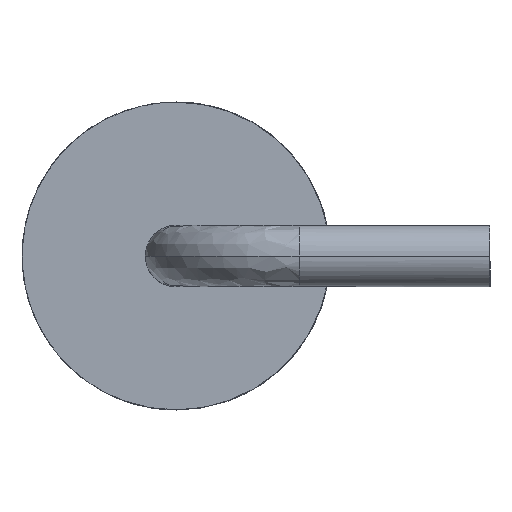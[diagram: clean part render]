
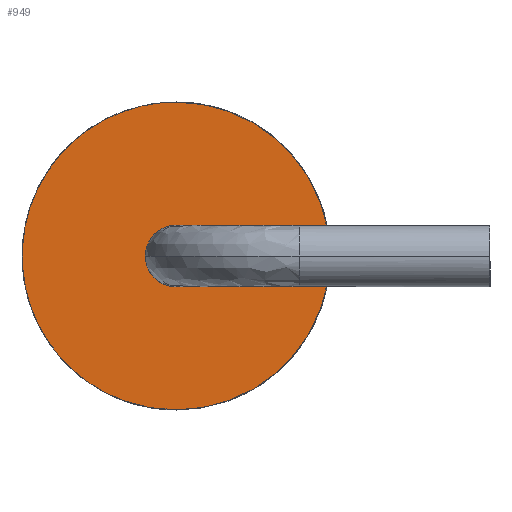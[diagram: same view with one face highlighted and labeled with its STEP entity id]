
A CAD part, front view. The second image highlights one B-rep face of the part: STEP entity #949.
In plain terms, the highlighted planar face has unit normal (0, -1, 0).
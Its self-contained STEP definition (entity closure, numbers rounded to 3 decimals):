
#34 = CARTESIAN_POINT ( 'NONE',  ( 0.5, 0., 0.131 ) ) ;
#55 = CARTESIAN_POINT ( 'NONE',  ( -0.5, 0., 0. ) ) ;
#65 = EDGE_CURVE ( 'NONE', #1054, #446, #669, .T. ) ;
#73 = CARTESIAN_POINT ( 'NONE',  ( 0.5, 0., 0. ) ) ;
#78 = ORIENTED_EDGE ( 'NONE', *, *, #65, .F. ) ;
#88 = CARTESIAN_POINT ( 'NONE',  ( 0., 0., -2.5 ) ) ;
#90 = CARTESIAN_POINT ( 'NONE',  ( -0.654, 0., -2.435 ) ) ;
#106 = B_SPLINE_CURVE_WITH_KNOTS ( 'NONE', 3,
 ( #711, #631, #1138, #1139, #1140, #835, #983, #1053, #855, #1066 ),
 .UNSPECIFIED., .F., .F.,
 ( 4, 2, 2, 2, 4 ),
 ( 0., 0.25, 0.5, 0.75, 1. ),
 .UNSPECIFIED. ) ;
#111 = CARTESIAN_POINT ( 'NONE',  ( -2.435, 0., -0.654 ) ) ;
#114 = CARTESIAN_POINT ( 'NONE',  ( -1.536, 0., 1.999 ) ) ;
#118 = CARTESIAN_POINT ( 'NONE',  ( -1.259, 0., 2.184 ) ) ;
#120 = CARTESIAN_POINT ( 'NONE',  ( -0.654, 0., 2.435 ) ) ;
#122 = EDGE_LOOP ( 'NONE', ( #1087, #78 ) ) ;
#125 = CARTESIAN_POINT ( 'NONE',  ( -0.327, 0., 2.5 ) ) ;
#215 = DIRECTION ( 'NONE',  ( 0., 1., 0. ) ) ;
#218 = CARTESIAN_POINT ( 'NONE',  ( 0., 0., 0. ) ) ;
#223 = CARTESIAN_POINT ( 'NONE',  ( 0.261, 0., 0.446 ) ) ;
#237 = CARTESIAN_POINT ( 'NONE',  ( 0.446, 0., 0.261 ) ) ;
#294 = CARTESIAN_POINT ( 'NONE',  ( -1.536, 0., -1.999 ) ) ;
#297 = CARTESIAN_POINT ( 'NONE',  ( -1.999, 0., -1.536 ) ) ;
#312 = CARTESIAN_POINT ( 'NONE',  ( -2.5, 0., -0.327 ) ) ;
#313 = CARTESIAN_POINT ( 'NONE',  ( -2.435, 0., 0.654 ) ) ;
#314 = EDGE_LOOP ( 'NONE', ( #492, #914 ) ) ;
#315 = CARTESIAN_POINT ( 'NONE',  ( -2.5, 0., 0.327 ) ) ;
#330 = CARTESIAN_POINT ( 'NONE',  ( -0.5, 0., 0. ) ) ;
#340 = EDGE_CURVE ( 'NONE', #446, #1054, #490, .T. ) ;
#341 = CARTESIAN_POINT ( 'NONE',  ( -1.259, 0., -2.184 ) ) ;
#353 = CARTESIAN_POINT ( 'NONE',  ( -2.184, 0., -1.259 ) ) ;
#354 = CARTESIAN_POINT ( 'NONE',  ( 0.131, 0., 0.5 ) ) ;
#357 = CARTESIAN_POINT ( 'NONE',  ( 0., 0., 2.5 ) ) ;
#388 = CARTESIAN_POINT ( 'NONE',  ( -0.446, 0., 0.261 ) ) ;
#427 = B_SPLINE_CURVE_WITH_KNOTS ( 'NONE', 3,
 ( #562, #34, #237, #223, #354, #511, #737, #388, #508, #55 ),
 .UNSPECIFIED., .F., .F.,
 ( 4, 2, 2, 2, 4 ),
 ( 0., 0.25, 0.5, 0.75, 1. ),
 .UNSPECIFIED. ) ;
#431 = FACE_OUTER_BOUND ( 'NONE', #122, .T. ) ;
#446 = VERTEX_POINT ( 'NONE', #534 ) ;
#477 = DIRECTION ( 'NONE',  ( 0., 0., 1. ) ) ;
#487 = VERTEX_POINT ( 'NONE', #73 ) ;
#490 = CIRCLE ( 'NONE', #758, 2.5 ) ;
#492 = ORIENTED_EDGE ( 'NONE', *, *, #900, .F. ) ;
#495 = DIRECTION ( 'NONE',  ( 0., 1., 0. ) ) ;
#508 = CARTESIAN_POINT ( 'NONE',  ( -0.5, 0., 0.131 ) ) ;
#511 = CARTESIAN_POINT ( 'NONE',  ( -0.131, 0., 0.5 ) ) ;
#522 = DIRECTION ( 'NONE',  ( 0., 0., -1. ) ) ;
#534 = CARTESIAN_POINT ( 'NONE',  ( 0., 0., 2.5 ) ) ;
#558 = VERTEX_POINT ( 'NONE', #330 ) ;
#562 = CARTESIAN_POINT ( 'NONE',  ( 0.5, 0., 0. ) ) ;
#631 = CARTESIAN_POINT ( 'NONE',  ( -0.5, 0., -0.131 ) ) ;
#669 = B_SPLINE_CURVE_WITH_KNOTS ( 'NONE', 3,
 ( #88, #1068, #90, #341, #294, #297, #353, #111, #312, #315, #313, #880, #1073, #114, #118, #120, #125, #357 ),
 .UNSPECIFIED., .F., .F.,
 ( 4, 2, 2, 2, 2, 2, 2, 2, 4 ),
 ( 0., 0.125, 0.25, 0.375, 0.5, 0.625, 0.75, 0.875, 1. ),
 .UNSPECIFIED. ) ;
#711 = CARTESIAN_POINT ( 'NONE',  ( -0.5, 0., 0. ) ) ;
#737 = CARTESIAN_POINT ( 'NONE',  ( -0.261, 0., 0.446 ) ) ;
#758 = AXIS2_PLACEMENT_3D ( 'NONE', #218, #215, #522 ) ;
#771 = FACE_BOUND ( 'NONE', #314, .T. ) ;
#779 = EDGE_CURVE ( 'NONE', #487, #558, #427, .T. ) ;
#835 = CARTESIAN_POINT ( 'NONE',  ( 0.131, 0., -0.5 ) ) ;
#855 = CARTESIAN_POINT ( 'NONE',  ( 0.5, 0., -0.131 ) ) ;
#880 = CARTESIAN_POINT ( 'NONE',  ( -2.184, 0., 1.259 ) ) ;
#900 = EDGE_CURVE ( 'NONE', #558, #487, #106, .T. ) ;
#914 = ORIENTED_EDGE ( 'NONE', *, *, #779, .F. ) ;
#949 = ADVANCED_FACE ( 'NONE', ( #431, #771 ), #1034, .F. ) ;
#983 = CARTESIAN_POINT ( 'NONE',  ( 0.261, 0., -0.446 ) ) ;
#1001 = AXIS2_PLACEMENT_3D ( 'NONE', #1012, #495, #477 ) ;
#1012 = CARTESIAN_POINT ( 'NONE',  ( 0., 0., 0. ) ) ;
#1016 = CARTESIAN_POINT ( 'NONE',  ( 0., 0., -2.5 ) ) ;
#1034 = PLANE ( 'NONE',  #1001 ) ;
#1053 = CARTESIAN_POINT ( 'NONE',  ( 0.446, 0., -0.261 ) ) ;
#1054 = VERTEX_POINT ( 'NONE', #1016 ) ;
#1066 = CARTESIAN_POINT ( 'NONE',  ( 0.5, 0., 0. ) ) ;
#1068 = CARTESIAN_POINT ( 'NONE',  ( -0.327, 0., -2.5 ) ) ;
#1073 = CARTESIAN_POINT ( 'NONE',  ( -1.999, 0., 1.536 ) ) ;
#1087 = ORIENTED_EDGE ( 'NONE', *, *, #340, .F. ) ;
#1138 = CARTESIAN_POINT ( 'NONE',  ( -0.446, 0., -0.261 ) ) ;
#1139 = CARTESIAN_POINT ( 'NONE',  ( -0.261, 0., -0.446 ) ) ;
#1140 = CARTESIAN_POINT ( 'NONE',  ( -0.131, 0., -0.5 ) ) ;
